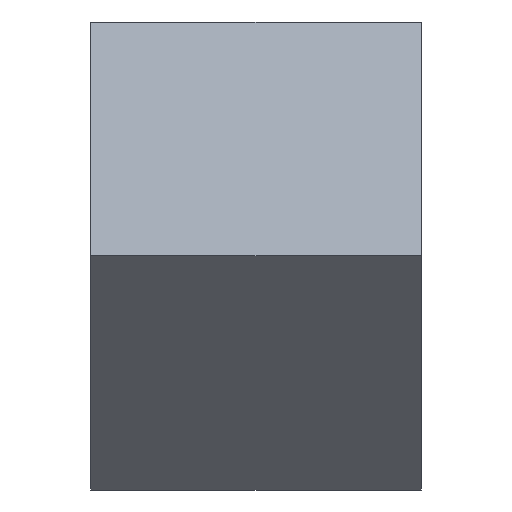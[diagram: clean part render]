
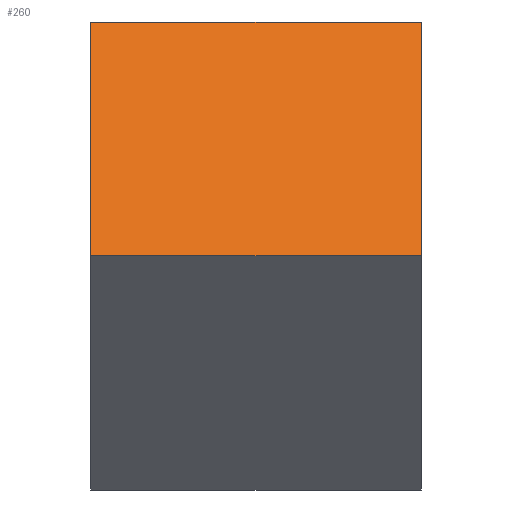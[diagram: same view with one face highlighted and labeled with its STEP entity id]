
A CAD part, top view. The second image highlights one B-rep face of the part: STEP entity #260.
In plain terms, the highlighted planar face has unit normal (0, 0.707, 0.707).
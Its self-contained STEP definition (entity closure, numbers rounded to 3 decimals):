
#4 = EDGE_CURVE ( 'NONE', #239, #198, #68, .T. ) ;
#11 = ORIENTED_EDGE ( 'NONE', *, *, #266, .F. ) ;
#17 = LINE ( 'NONE', #290, #170 ) ;
#24 = FACE_OUTER_BOUND ( 'NONE', #58, .T. ) ;
#32 = ORIENTED_EDGE ( 'NONE', *, *, #4, .T. ) ;
#41 = DIRECTION ( 'NONE',  ( -1., 0., 0. ) ) ;
#46 = CARTESIAN_POINT ( 'NONE',  ( 15., 10.607, 0. ) ) ;
#51 = AXIS2_PLACEMENT_3D ( 'NONE', #141, #231, #114 ) ;
#58 = EDGE_LOOP ( 'NONE', ( #212, #95, #11, #32 ) ) ;
#67 = DIRECTION ( 'NONE',  ( 0., -0.707, 0.707 ) ) ;
#68 = LINE ( 'NONE', #150, #144 ) ;
#82 = CARTESIAN_POINT ( 'NONE',  ( 0., 10.607, 0. ) ) ;
#87 = LINE ( 'NONE', #46, #252 ) ;
#92 = EDGE_CURVE ( 'NONE', #198, #280, #17, .T. ) ;
#95 = ORIENTED_EDGE ( 'NONE', *, *, #258, .F. ) ;
#111 = CARTESIAN_POINT ( 'NONE',  ( 15., 0., 10.607 ) ) ;
#113 = DIRECTION ( 'NONE',  ( -1., 0., 0. ) ) ;
#114 = DIRECTION ( 'NONE',  ( 0., 0.707, -0.707 ) ) ;
#137 = PLANE ( 'NONE',  #51 ) ;
#141 = CARTESIAN_POINT ( 'NONE',  ( 15., 10.607, 0. ) ) ;
#144 = VECTOR ( 'NONE', #41, 1000. ) ;
#150 = CARTESIAN_POINT ( 'NONE',  ( 15., 10.607, 0. ) ) ;
#155 = CARTESIAN_POINT ( 'NONE',  ( 15., 0., 10.607 ) ) ;
#170 = VECTOR ( 'NONE', #242, 1000. ) ;
#175 = VERTEX_POINT ( 'NONE', #155 ) ;
#180 = CARTESIAN_POINT ( 'NONE',  ( 15., 10.607, 0. ) ) ;
#184 = CARTESIAN_POINT ( 'NONE',  ( 0., 0., 10.607 ) ) ;
#189 = VECTOR ( 'NONE', #113, 1000. ) ;
#198 = VERTEX_POINT ( 'NONE', #82 ) ;
#211 = LINE ( 'NONE', #111, #189 ) ;
#212 = ORIENTED_EDGE ( 'NONE', *, *, #92, .T. ) ;
#231 = DIRECTION ( 'NONE',  ( 0., -0.707, -0.707 ) ) ;
#239 = VERTEX_POINT ( 'NONE', #180 ) ;
#242 = DIRECTION ( 'NONE',  ( 0., -0.707, 0.707 ) ) ;
#252 = VECTOR ( 'NONE', #67, 1000. ) ;
#258 = EDGE_CURVE ( 'NONE', #175, #280, #211, .T. ) ;
#260 = ADVANCED_FACE ( 'NONE', ( #24 ), #137, .F. ) ;
#266 = EDGE_CURVE ( 'NONE', #239, #175, #87, .T. ) ;
#280 = VERTEX_POINT ( 'NONE', #184 ) ;
#290 = CARTESIAN_POINT ( 'NONE',  ( 0., 10.607, 0. ) ) ;
